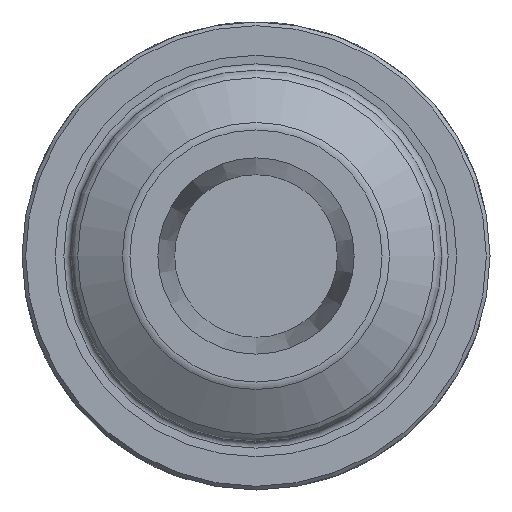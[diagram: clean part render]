
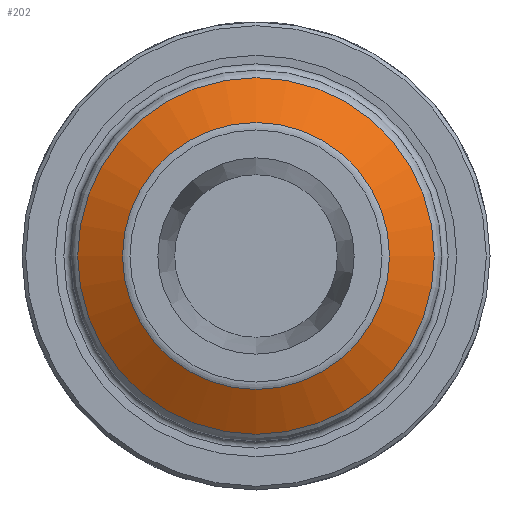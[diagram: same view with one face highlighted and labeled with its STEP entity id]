
A CAD part, left-side view. The second image highlights one B-rep face of the part: STEP entity #202.
In plain terms, the highlighted conical face has half-angle 60 degrees and reference radius 24 mm.
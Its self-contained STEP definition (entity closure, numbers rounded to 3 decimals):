
#54=CONICAL_SURFACE('',#833,24.,60.);
#202=ADVANCED_FACE('',(#305,#306),#54,.T.);
#305=FACE_BOUND('',#390,.T.);
#306=FACE_BOUND('',#391,.T.);
#390=EDGE_LOOP('',(#556));
#391=EDGE_LOOP('',(#557));
#556=ORIENTED_EDGE('',*,*,#707,.F.);
#557=ORIENTED_EDGE('',*,*,#711,.T.);
#624=VERTEX_POINT('',#2029);
#628=VERTEX_POINT('',#2041);
#707=EDGE_CURVE('',#624,#624,#735,.T.);
#711=EDGE_CURVE('',#628,#628,#739,.T.);
#735=CIRCLE('',#824,24.);
#739=CIRCLE('',#832,17.964);
#824=AXIS2_PLACEMENT_3D('',#2028,#1010,#1011);
#832=AXIS2_PLACEMENT_3D('',#2040,#1026,#1027);
#833=AXIS2_PLACEMENT_3D('',#2042,#1028,#1029);
#1010=DIRECTION('',(1.,0.,0.));
#1011=DIRECTION('',(0.,1.,0.));
#1026=DIRECTION('',(1.,0.,0.));
#1027=DIRECTION('',(0.,1.,0.));
#1028=DIRECTION('',(1.,0.,0.));
#1029=DIRECTION('',(0.,1.,0.));
#2028=CARTESIAN_POINT('',(-9.247,0.,0.));
#2029=CARTESIAN_POINT('',(-9.247,24.,0.));
#2040=CARTESIAN_POINT('',(-12.732,0.,0.));
#2041=CARTESIAN_POINT('',(-12.732,17.964,0.));
#2042=CARTESIAN_POINT('',(-9.247,0.,0.));
